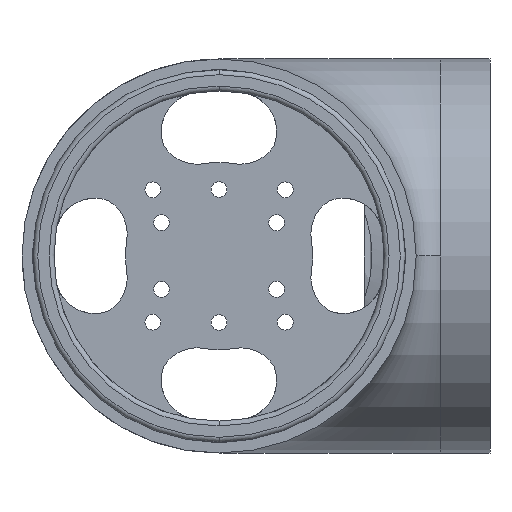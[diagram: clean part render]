
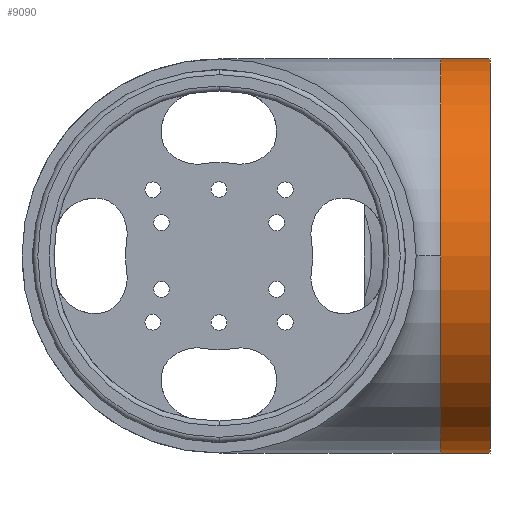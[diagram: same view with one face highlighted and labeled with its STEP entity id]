
A CAD part, front view. The second image highlights one B-rep face of the part: STEP entity #9090.
In plain terms, the highlighted cylindrical face has radius 40 mm (diameter 80 mm), a partial arc.
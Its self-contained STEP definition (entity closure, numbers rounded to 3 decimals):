
#41 = VECTOR ( 'NONE', #7336, 1000. ) ;
#60 = AXIS2_PLACEMENT_3D ( 'NONE', #2214, #5433, #7333 ) ;
#327 = ORIENTED_EDGE ( 'NONE', *, *, #6162, .F. ) ;
#396 = CARTESIAN_POINT ( 'NONE',  ( 55., 55., 40. ) ) ;
#506 = AXIS2_PLACEMENT_3D ( 'NONE', #9596, #1150, #6040 ) ;
#754 = DIRECTION ( 'NONE',  ( 1., 0., 0. ) ) ;
#844 = VERTEX_POINT ( 'NONE', #7470 ) ;
#1012 = ORIENTED_EDGE ( 'NONE', *, *, #8767, .F. ) ;
#1128 = CIRCLE ( 'NONE', #3170, 40. ) ;
#1150 = DIRECTION ( 'NONE',  ( 1., 0., 0. ) ) ;
#1557 = VERTEX_POINT ( 'NONE', #4377 ) ;
#1681 = EDGE_LOOP ( 'NONE', ( #327, #3856, #7379, #9597, #1012 ) ) ;
#1918 = CIRCLE ( 'NONE', #506, 40. ) ;
#2214 = CARTESIAN_POINT ( 'NONE',  ( 45., 55., 0. ) ) ;
#2916 = CYLINDRICAL_SURFACE ( 'NONE', #60, 40. ) ;
#3170 = AXIS2_PLACEMENT_3D ( 'NONE', #7869, #4041, #5535 ) ;
#3356 = AXIS2_PLACEMENT_3D ( 'NONE', #8224, #754, #7393 ) ;
#3435 = CARTESIAN_POINT ( 'NONE',  ( 55., 55., -40. ) ) ;
#3582 = LINE ( 'NONE', #9772, #6406 ) ;
#3646 = LINE ( 'NONE', #7232, #41 ) ;
#3856 = ORIENTED_EDGE ( 'NONE', *, *, #7915, .T. ) ;
#4009 = VERTEX_POINT ( 'NONE', #4682 ) ;
#4041 = DIRECTION ( 'NONE',  ( 1., 0., 0. ) ) ;
#4377 = CARTESIAN_POINT ( 'NONE',  ( 45., 55., -40. ) ) ;
#4475 = CIRCLE ( 'NONE', #3356, 40. ) ;
#4584 = VERTEX_POINT ( 'NONE', #3435 ) ;
#4682 = CARTESIAN_POINT ( 'NONE',  ( 45., 55., 40. ) ) ;
#5085 = EDGE_CURVE ( 'NONE', #1557, #4584, #3646, .T. ) ;
#5433 = DIRECTION ( 'NONE',  ( 1., 0., 0. ) ) ;
#5535 = DIRECTION ( 'NONE',  ( 0., 0., 1. ) ) ;
#6040 = DIRECTION ( 'NONE',  ( 0., 0., 1. ) ) ;
#6162 = EDGE_CURVE ( 'NONE', #4009, #7521, #3582, .T. ) ;
#6406 = VECTOR ( 'NONE', #8983, 1000. ) ;
#7232 = CARTESIAN_POINT ( 'NONE',  ( 45., 55., -40. ) ) ;
#7333 = DIRECTION ( 'NONE',  ( 0., 0., -1. ) ) ;
#7336 = DIRECTION ( 'NONE',  ( 1., 0., 0. ) ) ;
#7379 = ORIENTED_EDGE ( 'NONE', *, *, #7502, .T. ) ;
#7393 = DIRECTION ( 'NONE',  ( 0., 0., 1. ) ) ;
#7470 = CARTESIAN_POINT ( 'NONE',  ( 45., 15., 0. ) ) ;
#7484 = FACE_OUTER_BOUND ( 'NONE', #1681, .T. ) ;
#7502 = EDGE_CURVE ( 'NONE', #844, #1557, #1128, .T. ) ;
#7521 = VERTEX_POINT ( 'NONE', #396 ) ;
#7869 = CARTESIAN_POINT ( 'NONE',  ( 45., 55., 0. ) ) ;
#7915 = EDGE_CURVE ( 'NONE', #4009, #844, #1918, .T. ) ;
#8224 = CARTESIAN_POINT ( 'NONE',  ( 55., 55., 0. ) ) ;
#8767 = EDGE_CURVE ( 'NONE', #7521, #4584, #4475, .T. ) ;
#8983 = DIRECTION ( 'NONE',  ( 1., 0., 0. ) ) ;
#9090 = ADVANCED_FACE ( 'NONE', ( #7484 ), #2916, .T. ) ;
#9596 = CARTESIAN_POINT ( 'NONE',  ( 45., 55., 0. ) ) ;
#9597 = ORIENTED_EDGE ( 'NONE', *, *, #5085, .T. ) ;
#9772 = CARTESIAN_POINT ( 'NONE',  ( 45., 55., 40. ) ) ;
